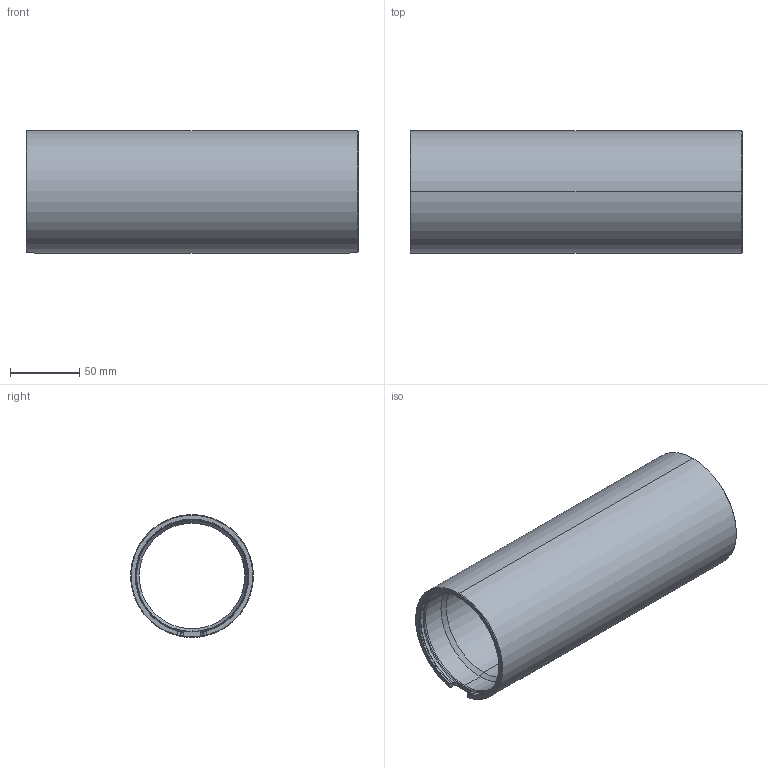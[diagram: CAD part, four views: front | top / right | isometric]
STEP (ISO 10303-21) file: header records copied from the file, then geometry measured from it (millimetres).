
FILE_DESCRIPTION (( 'STEP AP203' ), '1' );
FILE_NAME ('WTE3-P-LOCKING-TUBE-240-R2.step', '2022-02-02T22:02:28', ( '' ), ( '' ), 'SwSTEP 2.0', 'SolidWorks 2020', '' );
FILE_SCHEMA (( 'CONFIG_CONTROL_DESIGN' ));
Length unit declared in the file: millimetre
Products named in the file (1): WTE3-P-LOCKING-TUBE-240-R2
Bounding box: 240 x 88.89 x 88.9 mm (x, y, z)
Volume: 368184.9 mm3; surface area: 127177.1 mm2
Topology: 1 solids, 1 shells, 74 faces, 188 edges, 114 vertices
Faces by surface type: cylinder 20, bspline 16, cone 14, torus 12, plane 12
Entity records: 4812 total; most frequent: CARTESIAN_POINT 3136, ORIENTED_EDGE 376, DIRECTION 278, EDGE_CURVE 188, AXIS2_PLACEMENT_3D 119, VERTEX_POINT 114, B_SPLINE_CURVE_WITH_KNOTS 84, EDGE_LOOP 74
